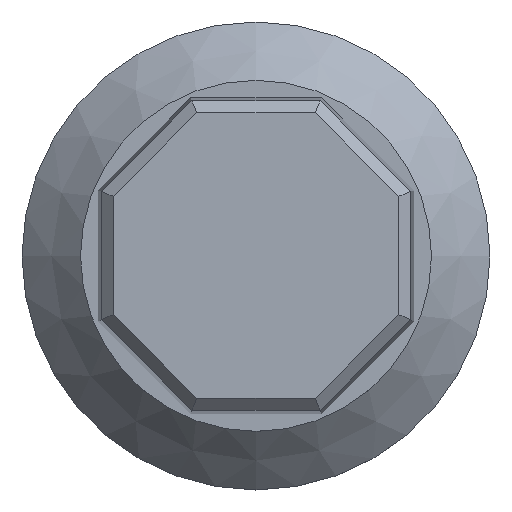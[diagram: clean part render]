
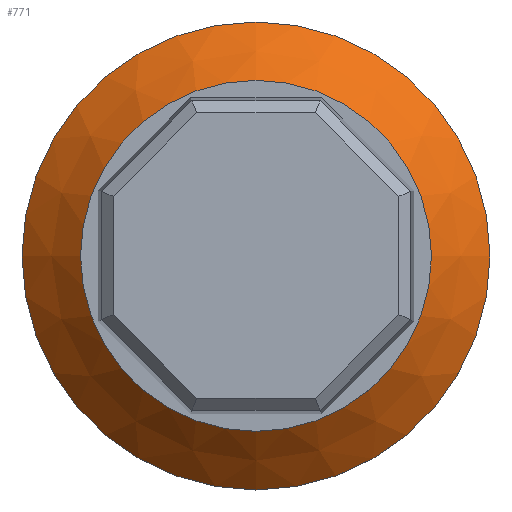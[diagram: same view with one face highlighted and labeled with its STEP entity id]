
A CAD part, top view. The second image highlights one B-rep face of the part: STEP entity #771.
In plain terms, the highlighted conical face has half-angle 45 degrees and reference radius 10 mm.
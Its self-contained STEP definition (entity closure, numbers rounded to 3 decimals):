
#708=CARTESIAN_POINT('',(10.,-50.,1.));
#709=VERTEX_POINT('',#708);
#718=CARTESIAN_POINT('',(-10.,-50.,1.));
#719=VERTEX_POINT('',#718);
#720=CARTESIAN_POINT('',(0.,-50.,1.));
#721=DIRECTION('',(-0.,-0.,1.));
#722=DIRECTION('',(-1.,0.,0.));
#723=AXIS2_PLACEMENT_3D('',#720,#721,#722);
#724=CIRCLE('',#723,10.);
#725=EDGE_CURVE('',#719,#709,#724,.T.);
#727=CARTESIAN_POINT('',(0.,-50.,1.));
#728=DIRECTION('',(-0.,-0.,1.));
#729=DIRECTION('',(-1.,0.,0.));
#730=AXIS2_PLACEMENT_3D('',#727,#728,#729);
#731=CIRCLE('',#730,10.);
#732=EDGE_CURVE('',#709,#719,#731,.T.);
#737=CARTESIAN_POINT('',(0.,-50.,1.));
#738=DIRECTION('',(0.,0.,-1.));
#739=DIRECTION('',(-1.,0.,0.));
#740=AXIS2_PLACEMENT_3D('',#737,#738,#739);
#741=CONICAL_SURFACE('',#740,10.,45.);
#742=CARTESIAN_POINT('',(-7.5,-50.,3.5));
#743=VERTEX_POINT('',#742);
#744=CARTESIAN_POINT('',(-10.,-50.,1.));
#745=DIRECTION('',(0.707,-0.,0.707));
#746=VECTOR('',#745,3.536);
#747=LINE('',#744,#746);
#748=EDGE_CURVE('',#719,#743,#747,.T.);
#749=ORIENTED_EDGE('',*,*,#748,.T.);
#750=CARTESIAN_POINT('',(7.5,-50.,3.5));
#751=VERTEX_POINT('',#750);
#752=CARTESIAN_POINT('',(0.,-50.,3.5));
#753=DIRECTION('',(0.,0.,1.));
#754=DIRECTION('',(1.,0.,-0.));
#755=AXIS2_PLACEMENT_3D('',#752,#753,#754);
#756=CIRCLE('',#755,7.5);
#757=EDGE_CURVE('',#751,#743,#756,.T.);
#758=ORIENTED_EDGE('',*,*,#757,.F.);
#759=CARTESIAN_POINT('',(0.,-50.,3.5));
#760=DIRECTION('',(0.,0.,1.));
#761=DIRECTION('',(1.,0.,-0.));
#762=AXIS2_PLACEMENT_3D('',#759,#760,#761);
#763=CIRCLE('',#762,7.5);
#764=EDGE_CURVE('',#743,#751,#763,.T.);
#765=ORIENTED_EDGE('',*,*,#764,.F.);
#766=ORIENTED_EDGE('',*,*,#748,.F.);
#767=ORIENTED_EDGE('',*,*,#725,.T.);
#768=ORIENTED_EDGE('',*,*,#732,.T.);
#769=EDGE_LOOP('',(#749,#758,#765,#766,#767,#768));
#770=FACE_BOUND('',#769,.T.);
#771=ADVANCED_FACE('',(#770),#741,.T.);
